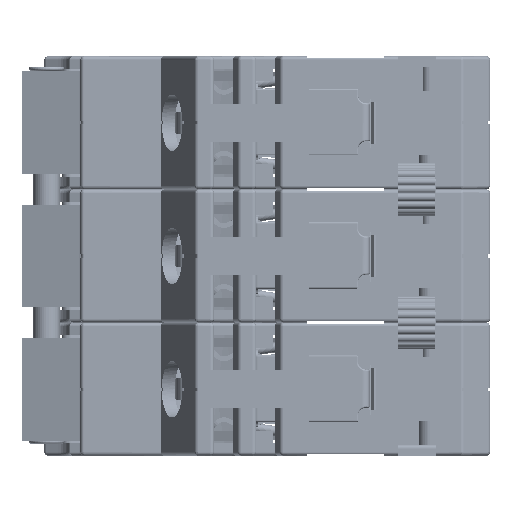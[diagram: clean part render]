
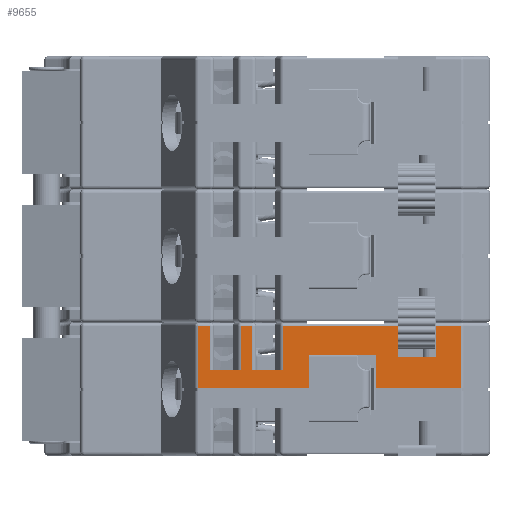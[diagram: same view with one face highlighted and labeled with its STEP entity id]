
A CAD part, left-side view. The second image highlights one B-rep face of the part: STEP entity #9655.
In plain terms, the highlighted planar face has unit normal (-1, 0, 0).
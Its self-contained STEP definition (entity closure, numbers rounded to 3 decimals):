
#9655=ADVANCED_FACE('',(#20130),#15708,.F.);
#15708=PLANE('',#124956);
#20130=FACE_OUTER_BOUND('',#26425,.T.);
#26425=EDGE_LOOP('',(#38095,#38096,#38097,#38098,#38099,#38100,#38101,#38102,
#38103,#38104,#38105,#38106,#38107,#38108,#38109,#38110,#38111,#38112,#38113,
#38114));
#38095=ORIENTED_EDGE('',*,*,#82685,.F.);
#38096=ORIENTED_EDGE('',*,*,#82686,.T.);
#38097=ORIENTED_EDGE('',*,*,#82687,.F.);
#38098=ORIENTED_EDGE('',*,*,#82688,.F.);
#38099=ORIENTED_EDGE('',*,*,#82689,.F.);
#38100=ORIENTED_EDGE('',*,*,#82690,.F.);
#38101=ORIENTED_EDGE('',*,*,#82691,.T.);
#38102=ORIENTED_EDGE('',*,*,#82692,.F.);
#38103=ORIENTED_EDGE('',*,*,#82693,.F.);
#38104=ORIENTED_EDGE('',*,*,#82694,.T.);
#38105=ORIENTED_EDGE('',*,*,#82695,.T.);
#38106=ORIENTED_EDGE('',*,*,#82696,.T.);
#38107=ORIENTED_EDGE('',*,*,#82697,.T.);
#38108=ORIENTED_EDGE('',*,*,#82698,.T.);
#38109=ORIENTED_EDGE('',*,*,#82699,.T.);
#38110=ORIENTED_EDGE('',*,*,#82700,.T.);
#38111=ORIENTED_EDGE('',*,*,#82701,.T.);
#38112=ORIENTED_EDGE('',*,*,#82702,.T.);
#38113=ORIENTED_EDGE('',*,*,#82703,.T.);
#38114=ORIENTED_EDGE('',*,*,#82704,.T.);
#70060=VERTEX_POINT('',#191814);
#70061=VERTEX_POINT('',#191815);
#70062=VERTEX_POINT('',#191817);
#70063=VERTEX_POINT('',#191819);
#70064=VERTEX_POINT('',#191821);
#70065=VERTEX_POINT('',#191823);
#70066=VERTEX_POINT('',#191825);
#70067=VERTEX_POINT('',#191827);
#70068=VERTEX_POINT('',#191829);
#70069=VERTEX_POINT('',#191831);
#70070=VERTEX_POINT('',#191833);
#70071=VERTEX_POINT('',#191835);
#70072=VERTEX_POINT('',#191837);
#70073=VERTEX_POINT('',#191839);
#70074=VERTEX_POINT('',#191841);
#70075=VERTEX_POINT('',#191843);
#70076=VERTEX_POINT('',#191845);
#70077=VERTEX_POINT('',#191847);
#70078=VERTEX_POINT('',#191849);
#70079=VERTEX_POINT('',#191851);
#82685=EDGE_CURVE('',#70060,#70061,#99494,.T.);
#82686=EDGE_CURVE('',#70060,#70062,#99495,.T.);
#82687=EDGE_CURVE('',#70063,#70062,#99496,.T.);
#82688=EDGE_CURVE('',#70064,#70063,#99497,.T.);
#82689=EDGE_CURVE('',#70065,#70064,#99498,.T.);
#82690=EDGE_CURVE('',#70066,#70065,#99499,.T.);
#82691=EDGE_CURVE('',#70066,#70067,#99500,.T.);
#82692=EDGE_CURVE('',#70068,#70067,#99501,.T.);
#82693=EDGE_CURVE('',#70069,#70068,#99502,.T.);
#82694=EDGE_CURVE('',#70069,#70070,#99503,.T.);
#82695=EDGE_CURVE('',#70070,#70071,#99504,.T.);
#82696=EDGE_CURVE('',#70071,#70072,#99505,.T.);
#82697=EDGE_CURVE('',#70072,#70073,#99506,.T.);
#82698=EDGE_CURVE('',#70073,#70074,#99507,.T.);
#82699=EDGE_CURVE('',#70074,#70075,#99508,.T.);
#82700=EDGE_CURVE('',#70075,#70076,#99509,.T.);
#82701=EDGE_CURVE('',#70076,#70077,#99510,.T.);
#82702=EDGE_CURVE('',#70077,#70078,#99511,.T.);
#82703=EDGE_CURVE('',#70078,#70079,#99512,.T.);
#82704=EDGE_CURVE('',#70079,#70061,#99513,.T.);
#99494=LINE('',#191813,#112296);
#99495=LINE('',#191816,#112297);
#99496=LINE('',#191818,#112298);
#99497=LINE('',#191820,#112299);
#99498=LINE('',#191822,#112300);
#99499=LINE('',#191824,#112301);
#99500=LINE('',#191826,#112302);
#99501=LINE('',#191828,#112303);
#99502=LINE('',#191830,#112304);
#99503=LINE('',#191832,#112305);
#99504=LINE('',#191834,#112306);
#99505=LINE('',#191836,#112307);
#99506=LINE('',#191838,#112308);
#99507=LINE('',#191840,#112309);
#99508=LINE('',#191842,#112310);
#99509=LINE('',#191844,#112311);
#99510=LINE('',#191846,#112312);
#99511=LINE('',#191848,#112313);
#99512=LINE('',#191850,#112314);
#99513=LINE('',#191852,#112315);
#112296=VECTOR('',#139643,1.);
#112297=VECTOR('',#139644,1.);
#112298=VECTOR('',#139645,1.);
#112299=VECTOR('',#139646,1.);
#112300=VECTOR('',#139647,1.);
#112301=VECTOR('',#139648,1.);
#112302=VECTOR('',#139649,1.);
#112303=VECTOR('',#139650,1.);
#112304=VECTOR('',#139651,1.);
#112305=VECTOR('',#139652,1.);
#112306=VECTOR('',#139653,1.);
#112307=VECTOR('',#139654,1.);
#112308=VECTOR('',#139655,1.);
#112309=VECTOR('',#139656,1.);
#112310=VECTOR('',#139657,1.);
#112311=VECTOR('',#139658,1.);
#112312=VECTOR('',#139659,1.);
#112313=VECTOR('',#139660,1.);
#112314=VECTOR('',#139661,1.);
#112315=VECTOR('',#139662,1.);
#124956=AXIS2_PLACEMENT_3D('',#191853,#139663,#139664);
#139643=DIRECTION('',(0.,1.,0.));
#139644=DIRECTION('',(0.,0.,1.));
#139645=DIRECTION('',(0.,1.,0.));
#139646=DIRECTION('',(0.,0.,1.));
#139647=DIRECTION('',(0.,1.,0.));
#139648=DIRECTION('',(0.,0.,-1.));
#139649=DIRECTION('',(0.,1.,0.));
#139650=DIRECTION('',(0.,0.,1.));
#139651=DIRECTION('',(0.,-1.,0.));
#139652=DIRECTION('',(0.,0.,1.));
#139653=DIRECTION('',(0.,1.,0.));
#139654=DIRECTION('',(0.,0.,-1.));
#139655=DIRECTION('',(0.,1.,0.));
#139656=DIRECTION('',(0.,0.,1.));
#139657=DIRECTION('',(0.,1.,0.));
#139658=DIRECTION('',(0.,0.,-1.));
#139659=DIRECTION('',(0.,1.,0.));
#139660=DIRECTION('',(0.,0.,1.));
#139661=DIRECTION('',(0.,1.,0.));
#139662=DIRECTION('',(0.,0.,-1.));
#139663=DIRECTION('',(1.,0.,0.));
#139664=DIRECTION('',(0.,0.,-1.));
#191813=CARTESIAN_POINT('',(-39.035,-6.827,6.8));
#191814=CARTESIAN_POINT('',(-39.035,-6.827,6.8));
#191815=CARTESIAN_POINT('',(-39.035,7.586,6.8));
#191816=CARTESIAN_POINT('',(-39.035,-6.827,11.1));
#191817=CARTESIAN_POINT('',(-39.035,-6.827,11.1));
#191818=CARTESIAN_POINT('',(-39.035,-6.827,11.1));
#191819=CARTESIAN_POINT('',(-39.035,-15.611,11.1));
#191820=CARTESIAN_POINT('',(-39.035,-15.611,11.1));
#191821=CARTESIAN_POINT('',(-39.035,-15.611,6.8));
#191822=CARTESIAN_POINT('',(-39.035,-26.695,6.8));
#191823=CARTESIAN_POINT('',(-39.035,-26.695,6.8));
#191824=CARTESIAN_POINT('',(-39.035,-26.695,13.8));
#191825=CARTESIAN_POINT('',(-39.035,-26.695,14.8));
#191826=CARTESIAN_POINT('',(-39.035,-26.695,14.8));
#191827=CARTESIAN_POINT('',(-39.035,-23.431,14.8));
#191828=CARTESIAN_POINT('',(-39.035,-23.431,28.082));
#191829=CARTESIAN_POINT('',(-39.035,-23.431,10.8));
#191830=CARTESIAN_POINT('',(-39.035,-23.431,10.8));
#191831=CARTESIAN_POINT('',(-39.035,-18.531,10.8));
#191832=CARTESIAN_POINT('',(-39.035,-18.531,28.082));
#191833=CARTESIAN_POINT('',(-39.035,-18.531,14.8));
#191834=CARTESIAN_POINT('',(-39.035,-18.531,14.8));
#191835=CARTESIAN_POINT('',(-39.035,-3.517,14.8));
#191836=CARTESIAN_POINT('',(-39.035,-3.517,13.8));
#191837=CARTESIAN_POINT('',(-39.035,-3.517,9.1));
#191838=CARTESIAN_POINT('',(-39.035,-0.167,9.1));
#191839=CARTESIAN_POINT('',(-39.035,0.547,9.1));
#191840=CARTESIAN_POINT('',(-39.035,0.547,13.8));
#191841=CARTESIAN_POINT('',(-39.035,0.547,14.8));
#191842=CARTESIAN_POINT('',(-39.035,-0.167,14.8));
#191843=CARTESIAN_POINT('',(-39.035,1.983,14.8));
#191844=CARTESIAN_POINT('',(-39.035,1.983,13.8));
#191845=CARTESIAN_POINT('',(-39.035,1.983,9.1));
#191846=CARTESIAN_POINT('',(-39.035,5.333,9.1));
#191847=CARTESIAN_POINT('',(-39.035,6.047,9.1));
#191848=CARTESIAN_POINT('',(-39.035,6.047,13.8));
#191849=CARTESIAN_POINT('',(-39.035,6.047,14.8));
#191850=CARTESIAN_POINT('',(-39.035,5.333,14.8));
#191851=CARTESIAN_POINT('',(-39.035,7.586,14.8));
#191852=CARTESIAN_POINT('',(-39.035,7.586,13.8));
#191853=CARTESIAN_POINT('',(-39.035,7.586,13.8));
